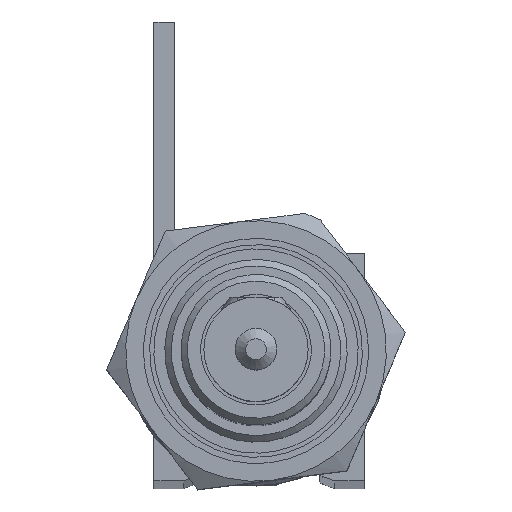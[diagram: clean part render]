
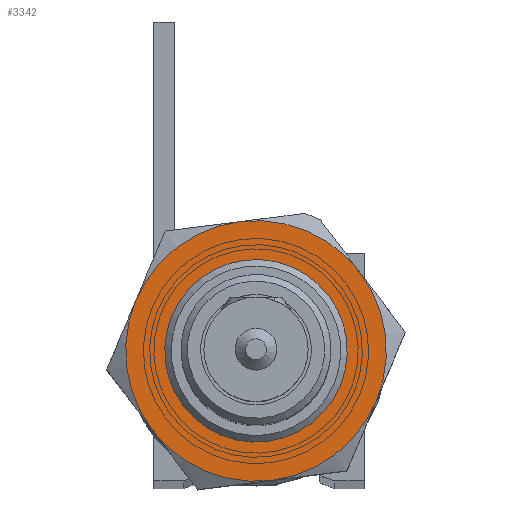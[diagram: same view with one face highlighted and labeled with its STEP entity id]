
A CAD part, top view. The second image highlights one B-rep face of the part: STEP entity #3342.
In plain terms, the highlighted face is planar.
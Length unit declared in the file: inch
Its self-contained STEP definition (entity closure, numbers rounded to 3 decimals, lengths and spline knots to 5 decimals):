
#720=PLANE('',#3788);
#854=FACE_BOUND('',#1330,.T.);
#1024=FACE_OUTER_BOUND('',#1329,.T.);
#1329=EDGE_LOOP('',(#2802,#2803,#2804,#2805,#2806,#2807));
#1330=EDGE_LOOP('',(#2808));
#1545=CIRCLE('',#3767,0.3125);
#1546=CIRCLE('',#3769,0.3125);
#1547=CIRCLE('',#3771,0.3125);
#1548=CIRCLE('',#3773,0.3125);
#1549=CIRCLE('',#3775,0.3125);
#1551=CIRCLE('',#3778,0.3125);
#1552=CIRCLE('',#3787,0.2025);
#1782=VERTEX_POINT('',#21553);
#1783=VERTEX_POINT('',#21557);
#1785=VERTEX_POINT('',#21564);
#1787=VERTEX_POINT('',#21574);
#1789=VERTEX_POINT('',#21587);
#1791=VERTEX_POINT('',#21597);
#1794=VERTEX_POINT('',#21628);
#2135=EDGE_CURVE('',#1782,#1783,#1545,.T.);
#2138=EDGE_CURVE('',#1785,#1782,#1546,.T.);
#2141=EDGE_CURVE('',#1787,#1785,#1547,.T.);
#2143=EDGE_CURVE('',#1789,#1787,#1548,.T.);
#2146=EDGE_CURVE('',#1791,#1789,#1549,.T.);
#2150=EDGE_CURVE('',#1783,#1791,#1551,.T.);
#2159=EDGE_CURVE('',#1794,#1794,#1552,.T.);
#2802=ORIENTED_EDGE('',*,*,#2150,.T.);
#2803=ORIENTED_EDGE('',*,*,#2146,.T.);
#2804=ORIENTED_EDGE('',*,*,#2143,.T.);
#2805=ORIENTED_EDGE('',*,*,#2141,.T.);
#2806=ORIENTED_EDGE('',*,*,#2138,.T.);
#2807=ORIENTED_EDGE('',*,*,#2135,.T.);
#2808=ORIENTED_EDGE('',*,*,#2159,.T.);
#3342=ADVANCED_FACE('',(#1024,#854),#720,.T.);
#3767=AXIS2_PLACEMENT_3D('',#21561,#4495,#4496);
#3769=AXIS2_PLACEMENT_3D('',#21571,#4499,#4500);
#3771=AXIS2_PLACEMENT_3D('',#21581,#4503,#4504);
#3773=AXIS2_PLACEMENT_3D('',#21588,#4507,#4508);
#3775=AXIS2_PLACEMENT_3D('',#21598,#4511,#4512);
#3778=AXIS2_PLACEMENT_3D('',#21609,#4517,#4518);
#3787=AXIS2_PLACEMENT_3D('',#21629,#4542,#4543);
#3788=AXIS2_PLACEMENT_3D('',#21630,#4544,#4545);
#4495=DIRECTION('center_axis',(-1.,0.,0.));
#4496=DIRECTION('ref_axis',(0.,1.,0.));
#4499=DIRECTION('center_axis',(-1.,0.,0.));
#4500=DIRECTION('ref_axis',(0.,1.,0.));
#4503=DIRECTION('center_axis',(-1.,0.,0.));
#4504=DIRECTION('ref_axis',(0.,1.,0.));
#4507=DIRECTION('center_axis',(-1.,0.,0.));
#4508=DIRECTION('ref_axis',(0.,1.,0.));
#4511=DIRECTION('center_axis',(-1.,0.,0.));
#4512=DIRECTION('ref_axis',(0.,1.,0.));
#4517=DIRECTION('center_axis',(-1.,0.,0.));
#4518=DIRECTION('ref_axis',(0.,1.,0.));
#4542=DIRECTION('center_axis',(1.,0.,0.));
#4543=DIRECTION('ref_axis',(0.,0.,-1.));
#4544=DIRECTION('center_axis',(-1.,0.,0.));
#4545=DIRECTION('ref_axis',(0.,0.,1.));
#21553=CARTESIAN_POINT('',(-0.29459,-0.15625,-0.27063));
#21557=CARTESIAN_POINT('',(-0.29459,-0.3125,0.));
#21561=CARTESIAN_POINT('Origin',(-0.29459,0.,0.));
#21564=CARTESIAN_POINT('',(-0.29459,0.15625,-0.27063));
#21571=CARTESIAN_POINT('Origin',(-0.29459,0.,0.));
#21574=CARTESIAN_POINT('',(-0.29459,0.3125,0.));
#21581=CARTESIAN_POINT('Origin',(-0.29459,0.,0.));
#21587=CARTESIAN_POINT('',(-0.29459,0.15625,0.27063));
#21588=CARTESIAN_POINT('Origin',(-0.29459,0.,0.));
#21597=CARTESIAN_POINT('',(-0.29459,-0.15625,0.27063));
#21598=CARTESIAN_POINT('Origin',(-0.29459,0.,0.));
#21609=CARTESIAN_POINT('Origin',(-0.29459,0.,0.));
#21628=CARTESIAN_POINT('',(-0.29459,0.2025,0.));
#21629=CARTESIAN_POINT('Origin',(-0.29459,0.,0.));
#21630=CARTESIAN_POINT('Origin',(-0.29459,0.49,0.));
